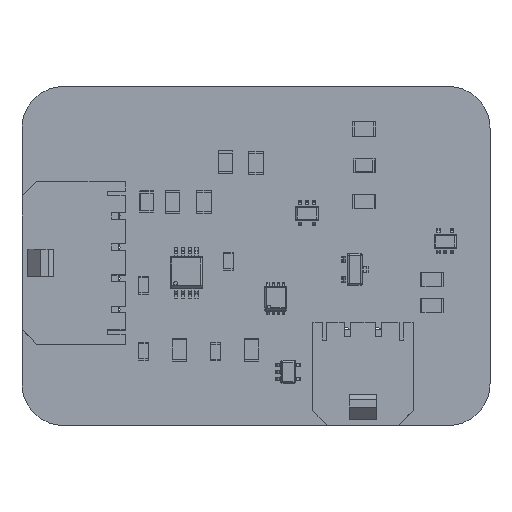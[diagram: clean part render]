
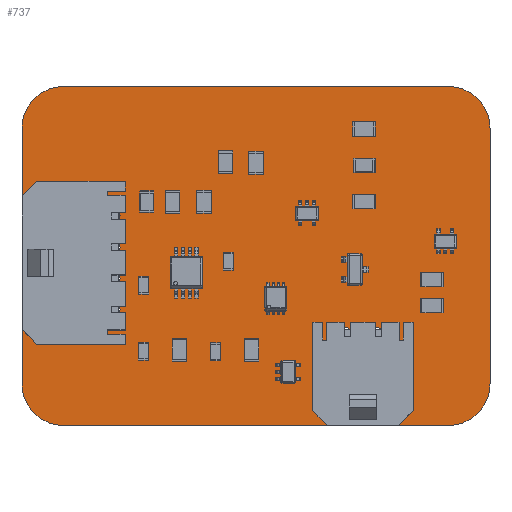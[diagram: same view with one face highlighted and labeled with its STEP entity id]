
A CAD part, top view. The second image highlights one B-rep face of the part: STEP entity #737.
In plain terms, the highlighted planar face has unit normal (0, 0, 1).
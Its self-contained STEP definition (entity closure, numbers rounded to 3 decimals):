
#148 = VERTEX_POINT('',#149);
#149 = CARTESIAN_POINT('',(2.4,4.,0.411));
#155 = EDGE_CURVE('',#148,#156,#158,.T.);
#156 = VERTEX_POINT('',#157);
#157 = CARTESIAN_POINT('',(6.4,0.,0.411));
#158 = CIRCLE('',#159,4.001);
#159 = AXIS2_PLACEMENT_3D('',#160,#161,#162);
#160 = CARTESIAN_POINT('',(6.401,4.001,0.411));
#161 = DIRECTION('',(0.,0.,1.));
#162 = DIRECTION('',(-1.,0.,0.));
#188 = EDGE_CURVE('',#156,#189,#191,.T.);
#189 = VERTEX_POINT('',#190);
#190 = CARTESIAN_POINT('',(43.4,0.,0.411)
  );
#191 = LINE('',#192,#193);
#192 = CARTESIAN_POINT('',(6.4,0.,0.411));
#193 = VECTOR('',#194,1.);
#194 = DIRECTION('',(1.,0.,0.));
#219 = EDGE_CURVE('',#189,#220,#222,.T.);
#220 = VERTEX_POINT('',#221);
#221 = CARTESIAN_POINT('',(47.4,4.,0.411));
#222 = CIRCLE('',#223,4.001);
#223 = AXIS2_PLACEMENT_3D('',#224,#225,#226);
#224 = CARTESIAN_POINT('',(43.399,4.001,0.411));
#225 = DIRECTION('',(0.,0.,1.));
#226 = DIRECTION('',(0.,-1.,0.));
#252 = EDGE_CURVE('',#220,#253,#255,.T.);
#253 = VERTEX_POINT('',#254);
#254 = CARTESIAN_POINT('',(47.4,28.6,0.411));
#255 = LINE('',#256,#257);
#256 = CARTESIAN_POINT('',(47.4,4.,0.411));
#257 = VECTOR('',#258,1.);
#258 = DIRECTION('',(0.,1.,0.));
#283 = EDGE_CURVE('',#253,#284,#286,.T.);
#284 = VERTEX_POINT('',#285);
#285 = CARTESIAN_POINT('',(43.4,32.6,0.411));
#286 = CIRCLE('',#287,4.001);
#287 = AXIS2_PLACEMENT_3D('',#288,#289,#290);
#288 = CARTESIAN_POINT('',(43.399,28.599,0.411));
#289 = DIRECTION('',(0.,0.,1.));
#290 = DIRECTION('',(1.,0.,0.));
#316 = EDGE_CURVE('',#284,#317,#319,.T.);
#317 = VERTEX_POINT('',#318);
#318 = CARTESIAN_POINT('',(6.4,32.6,0.411));
#319 = LINE('',#320,#321);
#320 = CARTESIAN_POINT('',(43.4,32.6,0.411));
#321 = VECTOR('',#322,1.);
#322 = DIRECTION('',(-1.,0.,0.));
#347 = EDGE_CURVE('',#317,#348,#350,.T.);
#348 = VERTEX_POINT('',#349);
#349 = CARTESIAN_POINT('',(2.4,28.6,0.411));
#350 = CIRCLE('',#351,4.001);
#351 = AXIS2_PLACEMENT_3D('',#352,#353,#354);
#352 = CARTESIAN_POINT('',(6.401,28.599,0.411));
#353 = DIRECTION('',(0.,0.,1.));
#354 = DIRECTION('',(0.,1.,0.));
#380 = EDGE_CURVE('',#348,#148,#381,.T.);
#381 = LINE('',#382,#383);
#382 = CARTESIAN_POINT('',(2.4,28.6,0.411));
#383 = VECTOR('',#384,1.);
#384 = DIRECTION('',(0.,-1.,0.));
#404 = VERTEX_POINT('',#405);
#405 = CARTESIAN_POINT('',(8.5,13.3,0.411));
#411 = EDGE_CURVE('',#404,#404,#412,.T.);
#412 = CIRCLE('',#413,1.5);
#413 = AXIS2_PLACEMENT_3D('',#414,#415,#416);
#414 = CARTESIAN_POINT('',(7.,13.3,0.411));
#415 = DIRECTION('',(0.,0.,1.));
#416 = DIRECTION('',(1.,0.,0.));
#437 = VERTEX_POINT('',#438);
#438 = CARTESIAN_POINT('',(11.83,14.15,0.411));
#444 = EDGE_CURVE('',#437,#437,#445,.T.);
#445 = CIRCLE('',#446,0.51);
#446 = AXIS2_PLACEMENT_3D('',#447,#448,#449);
#447 = CARTESIAN_POINT('',(11.32,14.15,0.411));
#448 = DIRECTION('',(0.,0.,1.));
#449 = DIRECTION('',(1.,0.,0.));
#470 = VERTEX_POINT('',#471);
#471 = CARTESIAN_POINT('',(8.5,18.,0.411));
#477 = EDGE_CURVE('',#470,#470,#478,.T.);
#478 = CIRCLE('',#479,1.5);
#479 = AXIS2_PLACEMENT_3D('',#480,#481,#482);
#480 = CARTESIAN_POINT('',(7.,18.,0.411));
#481 = DIRECTION('',(0.,0.,1.));
#482 = DIRECTION('',(1.,0.,0.));
#503 = VERTEX_POINT('',#504);
#504 = CARTESIAN_POINT('',(11.83,17.15,0.411));
#510 = EDGE_CURVE('',#503,#503,#511,.T.);
#511 = CIRCLE('',#512,0.51);
#512 = AXIS2_PLACEMENT_3D('',#513,#514,#515);
#513 = CARTESIAN_POINT('',(11.32,17.15,0.411));
#514 = DIRECTION('',(0.,0.,1.));
#515 = DIRECTION('',(1.,0.,0.));
#536 = VERTEX_POINT('',#537);
#537 = CARTESIAN_POINT('',(34.01,8.92,0.411));
#543 = EDGE_CURVE('',#536,#536,#544,.T.);
#544 = CIRCLE('',#545,0.51);
#545 = AXIS2_PLACEMENT_3D('',#546,#547,#548);
#546 = CARTESIAN_POINT('',(33.5,8.92,0.411));
#547 = DIRECTION('',(0.,0.,1.));
#548 = DIRECTION('',(1.,0.,0.));
#569 = VERTEX_POINT('',#570);
#570 = CARTESIAN_POINT('',(36.5,4.6,0.411));
#576 = EDGE_CURVE('',#569,#569,#577,.T.);
#577 = CIRCLE('',#578,1.5);
#578 = AXIS2_PLACEMENT_3D('',#579,#580,#581);
#579 = CARTESIAN_POINT('',(35.,4.6,0.411));
#580 = DIRECTION('',(0.,0.,1.));
#581 = DIRECTION('',(1.,0.,0.));
#602 = VERTEX_POINT('',#603);
#603 = CARTESIAN_POINT('',(11.83,20.15,0.411));
#609 = EDGE_CURVE('',#602,#602,#610,.T.);
#610 = CIRCLE('',#611,0.51);
#611 = AXIS2_PLACEMENT_3D('',#612,#613,#614);
#612 = CARTESIAN_POINT('',(11.32,20.15,0.411));
#613 = DIRECTION('',(0.,0.,1.));
#614 = DIRECTION('',(1.,0.,0.));
#635 = VERTEX_POINT('',#636);
#636 = CARTESIAN_POINT('',(37.01,8.92,0.411));
#642 = EDGE_CURVE('',#635,#635,#643,.T.);
#643 = CIRCLE('',#644,0.51);
#644 = AXIS2_PLACEMENT_3D('',#645,#646,#647);
#645 = CARTESIAN_POINT('',(36.5,8.92,0.411));
#646 = DIRECTION('',(0.,0.,1.));
#647 = DIRECTION('',(1.,0.,0.));
#668 = VERTEX_POINT('',#669);
#669 = CARTESIAN_POINT('',(11.83,11.15,0.411));
#675 = EDGE_CURVE('',#668,#668,#676,.T.);
#676 = CIRCLE('',#677,0.51);
#677 = AXIS2_PLACEMENT_3D('',#678,#679,#680);
#678 = CARTESIAN_POINT('',(11.32,11.15,0.411));
#679 = DIRECTION('',(0.,0.,1.));
#680 = DIRECTION('',(1.,0.,0.));
#737 = ADVANCED_FACE('',(#738,#748,#751,#754,#757,#760,#763,#766,#769,
    #772),#775,.F.);
#738 = FACE_BOUND('',#739,.T.);
#739 = EDGE_LOOP('',(#740,#741,#742,#743,#744,#745,#746,#747));
#740 = ORIENTED_EDGE('',*,*,#155,.T.);
#741 = ORIENTED_EDGE('',*,*,#188,.T.);
#742 = ORIENTED_EDGE('',*,*,#219,.T.);
#743 = ORIENTED_EDGE('',*,*,#252,.T.);
#744 = ORIENTED_EDGE('',*,*,#283,.T.);
#745 = ORIENTED_EDGE('',*,*,#316,.T.);
#746 = ORIENTED_EDGE('',*,*,#347,.T.);
#747 = ORIENTED_EDGE('',*,*,#380,.T.);
#748 = FACE_BOUND('',#749,.F.);
#749 = EDGE_LOOP('',(#750));
#750 = ORIENTED_EDGE('',*,*,#411,.T.);
#751 = FACE_BOUND('',#752,.F.);
#752 = EDGE_LOOP('',(#753));
#753 = ORIENTED_EDGE('',*,*,#444,.T.);
#754 = FACE_BOUND('',#755,.F.);
#755 = EDGE_LOOP('',(#756));
#756 = ORIENTED_EDGE('',*,*,#477,.T.);
#757 = FACE_BOUND('',#758,.F.);
#758 = EDGE_LOOP('',(#759));
#759 = ORIENTED_EDGE('',*,*,#510,.T.);
#760 = FACE_BOUND('',#761,.F.);
#761 = EDGE_LOOP('',(#762));
#762 = ORIENTED_EDGE('',*,*,#543,.T.);
#763 = FACE_BOUND('',#764,.F.);
#764 = EDGE_LOOP('',(#765));
#765 = ORIENTED_EDGE('',*,*,#576,.T.);
#766 = FACE_BOUND('',#767,.F.);
#767 = EDGE_LOOP('',(#768));
#768 = ORIENTED_EDGE('',*,*,#609,.T.);
#769 = FACE_BOUND('',#770,.F.);
#770 = EDGE_LOOP('',(#771));
#771 = ORIENTED_EDGE('',*,*,#642,.T.);
#772 = FACE_BOUND('',#773,.F.);
#773 = EDGE_LOOP('',(#774));
#774 = ORIENTED_EDGE('',*,*,#675,.T.);
#775 = PLANE('',#776);
#776 = AXIS2_PLACEMENT_3D('',#777,#778,#779);
#777 = CARTESIAN_POINT('',(2.4,4.,0.411));
#778 = DIRECTION('',(0.,0.,-1.));
#779 = DIRECTION('',(-1.,0.,0.));
